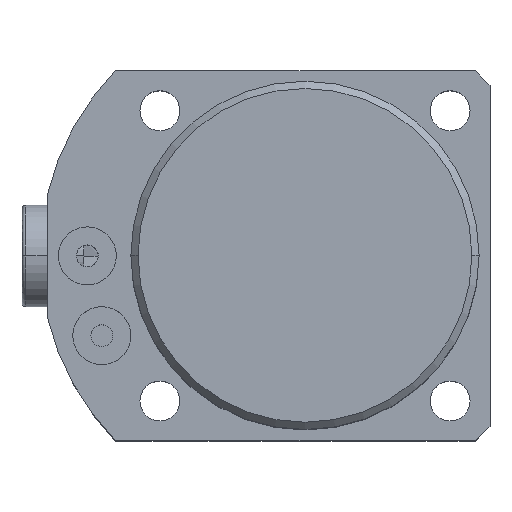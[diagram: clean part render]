
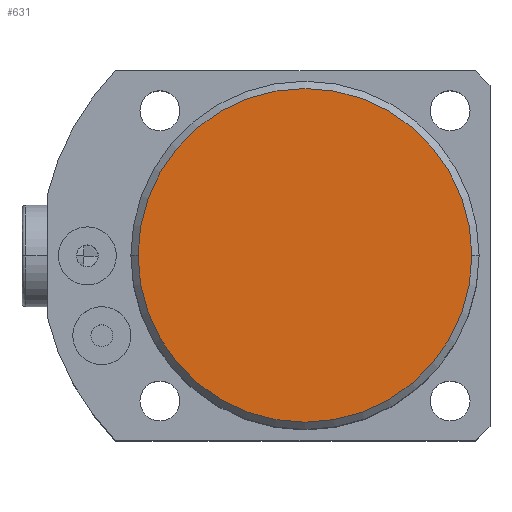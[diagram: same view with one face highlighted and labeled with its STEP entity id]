
A CAD part, top view. The second image highlights one B-rep face of the part: STEP entity #631.
In plain terms, the highlighted planar face has unit normal (0, 0, 1).
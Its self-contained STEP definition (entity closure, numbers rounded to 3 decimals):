
#61 = PLANE ( 'NONE',  #2929 ) ;
#63 = CARTESIAN_POINT ( 'NONE',  ( 0., 0., 64. ) ) ;
#79 = DIRECTION ( 'NONE',  ( 1., 0., 0. ) ) ;
#135 = DIRECTION ( 'NONE',  ( 0., 0., 1. ) ) ;
#169 = DIRECTION ( 'NONE',  ( 0., 0., 1. ) ) ;
#200 = DIRECTION ( 'NONE',  ( 1., 0., 0. ) ) ;
#212 = CARTESIAN_POINT ( 'NONE',  ( 0., 0., 64. ) ) ;
#389 = VERTEX_POINT ( 'NONE', #1841 ) ;
#607 = CARTESIAN_POINT ( 'NONE',  ( -23., 0., 64. ) ) ;
#631 = ADVANCED_FACE ( 'NONE', ( #2257 ), #61, .T. ) ;
#852 = DIRECTION ( 'NONE',  ( 1., 0., 0. ) ) ;
#853 = DIRECTION ( 'NONE',  ( 0., 0., 1. ) ) ;
#854 = CARTESIAN_POINT ( 'NONE',  ( 0., 0., 64. ) ) ;
#1204 = CIRCLE ( 'NONE', #3219, 23. ) ;
#1705 = VERTEX_POINT ( 'NONE', #607 ) ;
#1841 = CARTESIAN_POINT ( 'NONE',  ( 23., 0., 64. ) ) ;
#2257 = FACE_OUTER_BOUND ( 'NONE', #3815, .T. ) ;
#2929 = AXIS2_PLACEMENT_3D ( 'NONE', #63, #135, #79 ) ;
#3079 = EDGE_CURVE ( 'NONE', #1705, #389, #1204, .T. ) ;
#3185 = EDGE_CURVE ( 'NONE', #389, #1705, #3433, .T. ) ;
#3219 = AXIS2_PLACEMENT_3D ( 'NONE', #212, #169, #200 ) ;
#3284 = AXIS2_PLACEMENT_3D ( 'NONE', #854, #853, #852 ) ;
#3433 = CIRCLE ( 'NONE', #3284, 23. ) ;
#3713 = ORIENTED_EDGE ( 'NONE', *, *, #3185, .T. ) ;
#3802 = ORIENTED_EDGE ( 'NONE', *, *, #3079, .T. ) ;
#3815 = EDGE_LOOP ( 'NONE', ( #3802, #3713 ) ) ;
